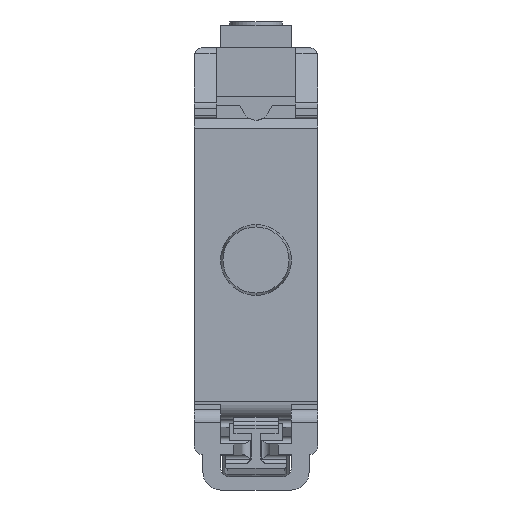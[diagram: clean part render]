
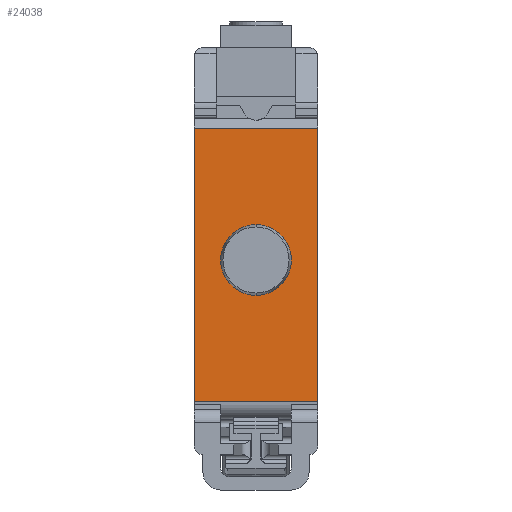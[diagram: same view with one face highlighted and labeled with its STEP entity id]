
A CAD part, front view. The second image highlights one B-rep face of the part: STEP entity #24038.
In plain terms, the highlighted planar face has unit normal (0, -1, 0).
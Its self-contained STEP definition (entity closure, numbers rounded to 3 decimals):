
#623 = VECTOR ( 'NONE', #3915, 1000. ) ;
#1152 = AXIS2_PLACEMENT_3D ( 'NONE', #17628, #11899, #8186 ) ;
#1223 = ORIENTED_EDGE ( 'NONE', *, *, #7222, .F. ) ;
#2446 = EDGE_LOOP ( 'NONE', ( #15003, #18668, #25829, #3803 ) ) ;
#2942 = CARTESIAN_POINT ( 'NONE',  ( 7., 0., -16. ) ) ;
#3630 = VERTEX_POINT ( 'NONE', #10257 ) ;
#3694 = CARTESIAN_POINT ( 'NONE',  ( 7., 0., 14.901 ) ) ;
#3803 = ORIENTED_EDGE ( 'NONE', *, *, #14144, .T. ) ;
#3915 = DIRECTION ( 'NONE',  ( -1., 0., 0. ) ) ;
#4280 = VECTOR ( 'NONE', #6678, 1000. ) ;
#4992 = VERTEX_POINT ( 'NONE', #7183 ) ;
#5114 = FACE_BOUND ( 'NONE', #20116, .T. ) ;
#6231 = LINE ( 'NONE', #20569, #12679 ) ;
#6678 = DIRECTION ( 'NONE',  ( -1., 0., 0. ) ) ;
#7183 = CARTESIAN_POINT ( 'NONE',  ( 0., 0., -4. ) ) ;
#7222 = EDGE_CURVE ( 'NONE', #4992, #16136, #11394, .T. ) ;
#7592 = VERTEX_POINT ( 'NONE', #20325 ) ;
#7859 = CARTESIAN_POINT ( 'NONE',  ( 7., 0., 14.901 ) ) ;
#8121 = EDGE_CURVE ( 'NONE', #7592, #24944, #9360, .T. ) ;
#8186 = DIRECTION ( 'NONE',  ( 0., 0., 1. ) ) ;
#8454 = DIRECTION ( 'NONE',  ( 0., 0., -1. ) ) ;
#9360 = LINE ( 'NONE', #2942, #4280 ) ;
#9487 = EDGE_CURVE ( 'NONE', #3630, #7592, #6231, .T. ) ;
#9542 = LINE ( 'NONE', #13238, #26126 ) ;
#10042 = DIRECTION ( 'NONE',  ( 0., 0., 1. ) ) ;
#10232 = DIRECTION ( 'NONE',  ( 0., 1., 0. ) ) ;
#10257 = CARTESIAN_POINT ( 'NONE',  ( 7., 0., 14.901 ) ) ;
#11023 = CIRCLE ( 'NONE', #25809, 4. ) ;
#11394 = CIRCLE ( 'NONE', #1152, 4. ) ;
#11899 = DIRECTION ( 'NONE',  ( 0., -1., 0. ) ) ;
#12679 = VECTOR ( 'NONE', #8454, 1000. ) ;
#13238 = CARTESIAN_POINT ( 'NONE',  ( -7., 0., 14.901 ) ) ;
#13261 = CARTESIAN_POINT ( 'NONE',  ( -7., 0., 14.901 ) ) ;
#14144 = EDGE_CURVE ( 'NONE', #3630, #20666, #17154, .T. ) ;
#14553 = CARTESIAN_POINT ( 'NONE',  ( 0., 0., 4. ) ) ;
#14666 = AXIS2_PLACEMENT_3D ( 'NONE', #3694, #10232, #25334 ) ;
#15003 = ORIENTED_EDGE ( 'NONE', *, *, #23670, .T. ) ;
#15072 = EDGE_CURVE ( 'NONE', #16136, #4992, #11023, .T. ) ;
#16136 = VERTEX_POINT ( 'NONE', #14553 ) ;
#16631 = FACE_OUTER_BOUND ( 'NONE', #2446, .T. ) ;
#17154 = LINE ( 'NONE', #7859, #623 ) ;
#17628 = CARTESIAN_POINT ( 'NONE',  ( 0., 0., 0. ) ) ;
#18668 = ORIENTED_EDGE ( 'NONE', *, *, #8121, .F. ) ;
#19606 = CARTESIAN_POINT ( 'NONE',  ( -7., 0., -16. ) ) ;
#19626 = ORIENTED_EDGE ( 'NONE', *, *, #15072, .F. ) ;
#20116 = EDGE_LOOP ( 'NONE', ( #1223, #19626 ) ) ;
#20325 = CARTESIAN_POINT ( 'NONE',  ( 7., 0., -16. ) ) ;
#20569 = CARTESIAN_POINT ( 'NONE',  ( 7., 0., 14.901 ) ) ;
#20666 = VERTEX_POINT ( 'NONE', #13261 ) ;
#23670 = EDGE_CURVE ( 'NONE', #20666, #24944, #9542, .T. ) ;
#24038 = ADVANCED_FACE ( 'NONE', ( #16631, #5114 ), #27395, .F. ) ;
#24944 = VERTEX_POINT ( 'NONE', #19606 ) ;
#25334 = DIRECTION ( 'NONE',  ( 0., 0., 1. ) ) ;
#25809 = AXIS2_PLACEMENT_3D ( 'NONE', #27227, #27748, #10042 ) ;
#25829 = ORIENTED_EDGE ( 'NONE', *, *, #9487, .F. ) ;
#26126 = VECTOR ( 'NONE', #26206, 1000. ) ;
#26206 = DIRECTION ( 'NONE',  ( 0., 0., -1. ) ) ;
#27227 = CARTESIAN_POINT ( 'NONE',  ( 0., 0., 0. ) ) ;
#27395 = PLANE ( 'NONE',  #14666 ) ;
#27748 = DIRECTION ( 'NONE',  ( 0., -1., 0. ) ) ;
